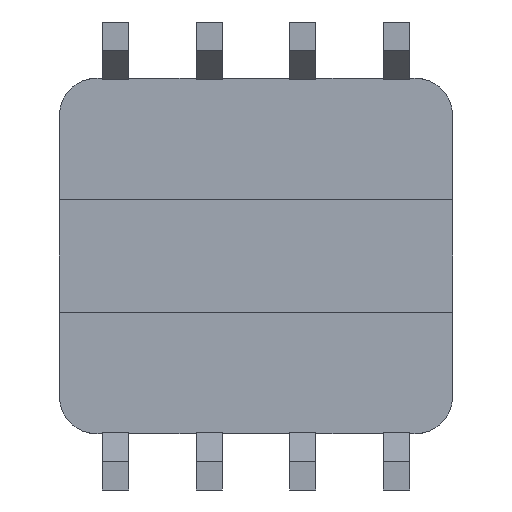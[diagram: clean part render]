
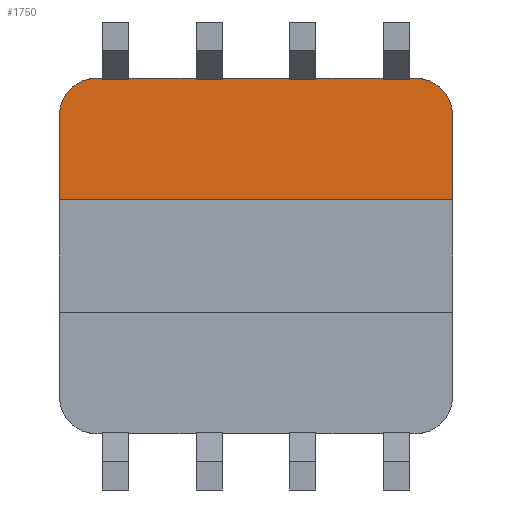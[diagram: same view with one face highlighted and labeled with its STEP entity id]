
A CAD part, front view. The second image highlights one B-rep face of the part: STEP entity #1750.
In plain terms, the highlighted planar face has unit normal (0, -1, 0).
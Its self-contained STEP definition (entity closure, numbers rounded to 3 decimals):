
#587=CARTESIAN_POINT('',(4.25,-1.,3.75));
#588=DIRECTION('',(0.,-1.,0.));
#589=DIRECTION('',(1.,0.,0.));
#590=AXIS2_PLACEMENT_3D('',#587,#588,#589);
#592=DIRECTION('',(0.,0.,-1.));
#593=VECTOR('',#592,2.25);
#594=CARTESIAN_POINT('',(5.25,-1.,3.75));
#595=LINE('',#594,#593);
#596=DIRECTION('',(1.,0.,0.));
#597=VECTOR('',#596,10.5);
#598=CARTESIAN_POINT('',(-5.25,-1.,1.5));
#599=LINE('',#598,#597);
#600=DIRECTION('',(0.,0.,1.));
#601=VECTOR('',#600,2.25);
#602=CARTESIAN_POINT('',(-5.25,-1.,1.5));
#603=LINE('',#602,#601);
#604=CARTESIAN_POINT('',(-4.25,-1.,3.75));
#605=DIRECTION('',(0.,-1.,0.));
#606=DIRECTION('',(0.,0.,1.));
#607=AXIS2_PLACEMENT_3D('',#604,#605,#606);
#609=DIRECTION('',(1.,0.,0.));
#610=VECTOR('',#609,0.15);
#611=CARTESIAN_POINT('',(-4.25,-1.,4.75));
#612=LINE('',#611,#610);
#613=DIRECTION('',(0.,0.,-1.));
#614=VECTOR('',#613,0.037);
#615=CARTESIAN_POINT('',(-4.1,-1.,4.75));
#616=LINE('',#615,#614);
#617=DIRECTION('',(1.,0.,0.));
#618=VECTOR('',#617,0.7);
#619=CARTESIAN_POINT('',(-4.1,-1.,4.713));
#620=LINE('',#619,#618);
#621=DIRECTION('',(0.,0.,-1.));
#622=VECTOR('',#621,0.037);
#623=CARTESIAN_POINT('',(-3.4,-1.,4.75));
#624=LINE('',#623,#622);
#625=DIRECTION('',(1.,0.,0.));
#626=VECTOR('',#625,1.8);
#627=CARTESIAN_POINT('',(-3.4,-1.,4.75));
#628=LINE('',#627,#626);
#629=DIRECTION('',(0.,0.,-1.));
#630=VECTOR('',#629,0.037);
#631=CARTESIAN_POINT('',(-1.6,-1.,4.75));
#632=LINE('',#631,#630);
#633=DIRECTION('',(1.,0.,0.));
#634=VECTOR('',#633,0.7);
#635=CARTESIAN_POINT('',(-1.6,-1.,4.713));
#636=LINE('',#635,#634);
#637=DIRECTION('',(0.,0.,-1.));
#638=VECTOR('',#637,0.037);
#639=CARTESIAN_POINT('',(-0.9,-1.,4.75));
#640=LINE('',#639,#638);
#641=DIRECTION('',(1.,0.,0.));
#642=VECTOR('',#641,1.8);
#643=CARTESIAN_POINT('',(-0.9,-1.,4.75));
#644=LINE('',#643,#642);
#645=DIRECTION('',(0.,0.,-1.));
#646=VECTOR('',#645,0.037);
#647=CARTESIAN_POINT('',(0.9,-1.,4.75));
#648=LINE('',#647,#646);
#649=DIRECTION('',(1.,0.,0.));
#650=VECTOR('',#649,0.7);
#651=CARTESIAN_POINT('',(0.9,-1.,4.713));
#652=LINE('',#651,#650);
#653=DIRECTION('',(0.,0.,-1.));
#654=VECTOR('',#653,0.037);
#655=CARTESIAN_POINT('',(1.6,-1.,4.75));
#656=LINE('',#655,#654);
#657=DIRECTION('',(1.,0.,0.));
#658=VECTOR('',#657,1.8);
#659=CARTESIAN_POINT('',(1.6,-1.,4.75));
#660=LINE('',#659,#658);
#661=DIRECTION('',(0.,0.,-1.));
#662=VECTOR('',#661,0.037);
#663=CARTESIAN_POINT('',(3.4,-1.,4.75));
#664=LINE('',#663,#662);
#665=DIRECTION('',(-1.,0.,0.));
#666=VECTOR('',#665,0.7);
#667=CARTESIAN_POINT('',(4.1,-1.,4.713));
#668=LINE('',#667,#666);
#669=DIRECTION('',(0.,0.,-1.));
#670=VECTOR('',#669,0.037);
#671=CARTESIAN_POINT('',(4.1,-1.,4.75));
#672=LINE('',#671,#670);
#673=DIRECTION('',(1.,0.,0.));
#674=VECTOR('',#673,0.15);
#675=CARTESIAN_POINT('',(4.1,-1.,4.75));
#676=LINE('',#675,#674);
#1443=CARTESIAN_POINT('',(-4.1,-1.,4.75));
#1445=VERTEX_POINT('',#1443);
#1447=CARTESIAN_POINT('',(-3.4,-1.,4.75));
#1449=VERTEX_POINT('',#1447);
#1491=CARTESIAN_POINT('',(-1.6,-1.,4.75));
#1493=VERTEX_POINT('',#1491);
#1495=CARTESIAN_POINT('',(-0.9,-1.,4.75));
#1497=VERTEX_POINT('',#1495);
#1539=CARTESIAN_POINT('',(4.1,-1.,4.75));
#1541=VERTEX_POINT('',#1539);
#1543=CARTESIAN_POINT('',(3.4,-1.,4.75));
#1545=VERTEX_POINT('',#1543);
#1587=CARTESIAN_POINT('',(0.9,-1.,4.75));
#1589=VERTEX_POINT('',#1587);
#1591=CARTESIAN_POINT('',(1.6,-1.,4.75));
#1593=VERTEX_POINT('',#1591);
#1607=CARTESIAN_POINT('',(-5.25,-1.,1.5));
#1608=CARTESIAN_POINT('',(5.25,-1.,1.5));
#1609=VERTEX_POINT('',#1607);
#1610=VERTEX_POINT('',#1608);
#1619=CARTESIAN_POINT('',(-4.1,-1.,4.713));
#1620=VERTEX_POINT('',#1619);
#1623=CARTESIAN_POINT('',(-3.4,-1.,4.713));
#1624=VERTEX_POINT('',#1623);
#1627=CARTESIAN_POINT('',(-1.6,-1.,4.713));
#1628=VERTEX_POINT('',#1627);
#1631=CARTESIAN_POINT('',(-0.9,-1.,4.713));
#1632=VERTEX_POINT('',#1631);
#1635=CARTESIAN_POINT('',(4.1,-1.,4.713));
#1636=VERTEX_POINT('',#1635);
#1639=CARTESIAN_POINT('',(3.4,-1.,4.713));
#1640=VERTEX_POINT('',#1639);
#1643=CARTESIAN_POINT('',(0.9,-1.,4.713));
#1644=VERTEX_POINT('',#1643);
#1647=CARTESIAN_POINT('',(1.6,-1.,4.713));
#1648=VERTEX_POINT('',#1647);
#1651=CARTESIAN_POINT('',(5.25,-1.,3.75));
#1652=CARTESIAN_POINT('',(4.25,-1.,4.75));
#1653=VERTEX_POINT('',#1651);
#1654=VERTEX_POINT('',#1652);
#1667=CARTESIAN_POINT('',(-4.25,-1.,4.75));
#1668=CARTESIAN_POINT('',(-5.25,-1.,3.75));
#1669=VERTEX_POINT('',#1667);
#1670=VERTEX_POINT('',#1668);
#1699=CARTESIAN_POINT('',(0.,-1.,0.));
#1700=DIRECTION('',(0.,1.,0.));
#1701=DIRECTION('',(1.,0.,0.));
#1702=AXIS2_PLACEMENT_3D('',#1699,#1700,#1701);
#1703=PLANE('',#1702);
#1705=ORIENTED_EDGE('',*,*,#1704,.F.);
#1707=ORIENTED_EDGE('',*,*,#1706,.T.);
#1709=ORIENTED_EDGE('',*,*,#1708,.F.);
#1711=ORIENTED_EDGE('',*,*,#1710,.T.);
#1713=ORIENTED_EDGE('',*,*,#1712,.F.);
#1715=ORIENTED_EDGE('',*,*,#1714,.T.);
#1717=ORIENTED_EDGE('',*,*,#1716,.T.);
#1719=ORIENTED_EDGE('',*,*,#1718,.T.);
#1721=ORIENTED_EDGE('',*,*,#1720,.F.);
#1723=ORIENTED_EDGE('',*,*,#1722,.T.);
#1725=ORIENTED_EDGE('',*,*,#1724,.T.);
#1727=ORIENTED_EDGE('',*,*,#1726,.T.);
#1729=ORIENTED_EDGE('',*,*,#1728,.F.);
#1731=ORIENTED_EDGE('',*,*,#1730,.T.);
#1733=ORIENTED_EDGE('',*,*,#1732,.T.);
#1735=ORIENTED_EDGE('',*,*,#1734,.T.);
#1737=ORIENTED_EDGE('',*,*,#1736,.F.);
#1739=ORIENTED_EDGE('',*,*,#1738,.T.);
#1741=ORIENTED_EDGE('',*,*,#1740,.T.);
#1743=ORIENTED_EDGE('',*,*,#1742,.F.);
#1745=ORIENTED_EDGE('',*,*,#1744,.F.);
#1747=ORIENTED_EDGE('',*,*,#1746,.T.);
#1748=EDGE_LOOP('',(#1705,#1707,#1709,#1711,#1713,#1715,#1717,#1719,#1721,#1723,
#1725,#1727,#1729,#1731,#1733,#1735,#1737,#1739,#1741,#1743,#1745,#1747));
#1749=FACE_OUTER_BOUND('',#1748,.F.);
#591=CIRCLE('',#590,1.);
#608=CIRCLE('',#607,1.);
#1704=EDGE_CURVE('',#1653,#1654,#591,.T.);
#1706=EDGE_CURVE('',#1653,#1610,#595,.T.);
#1708=EDGE_CURVE('',#1609,#1610,#599,.T.);
#1710=EDGE_CURVE('',#1609,#1670,#603,.T.);
#1712=EDGE_CURVE('',#1669,#1670,#608,.T.);
#1714=EDGE_CURVE('',#1669,#1445,#612,.T.);
#1716=EDGE_CURVE('',#1445,#1620,#616,.T.);
#1718=EDGE_CURVE('',#1620,#1624,#620,.T.);
#1720=EDGE_CURVE('',#1449,#1624,#624,.T.);
#1722=EDGE_CURVE('',#1449,#1493,#628,.T.);
#1724=EDGE_CURVE('',#1493,#1628,#632,.T.);
#1726=EDGE_CURVE('',#1628,#1632,#636,.T.);
#1728=EDGE_CURVE('',#1497,#1632,#640,.T.);
#1730=EDGE_CURVE('',#1497,#1589,#644,.T.);
#1732=EDGE_CURVE('',#1589,#1644,#648,.T.);
#1734=EDGE_CURVE('',#1644,#1648,#652,.T.);
#1736=EDGE_CURVE('',#1593,#1648,#656,.T.);
#1738=EDGE_CURVE('',#1593,#1545,#660,.T.);
#1740=EDGE_CURVE('',#1545,#1640,#664,.T.);
#1742=EDGE_CURVE('',#1636,#1640,#668,.T.);
#1744=EDGE_CURVE('',#1541,#1636,#672,.T.);
#1746=EDGE_CURVE('',#1541,#1654,#676,.T.);
#1750=ADVANCED_FACE('',(#1749),#1703,.F.);
